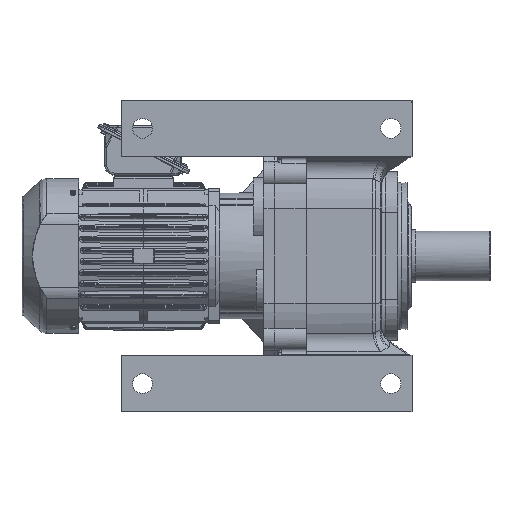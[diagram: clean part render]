
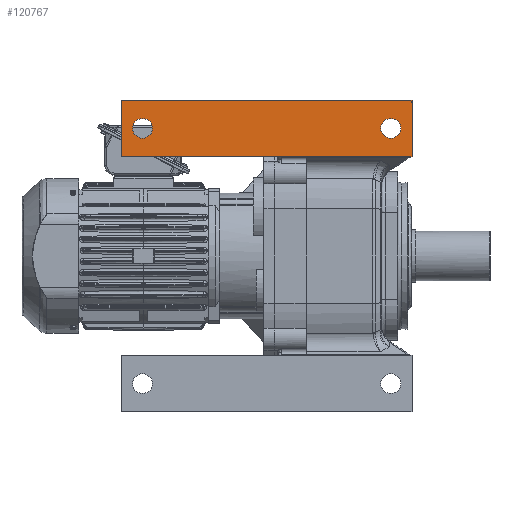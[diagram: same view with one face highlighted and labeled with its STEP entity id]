
A CAD part, front view. The second image highlights one B-rep face of the part: STEP entity #120767.
In plain terms, the highlighted planar face has unit normal (0, -1, 0).
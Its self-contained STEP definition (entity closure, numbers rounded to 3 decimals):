
#2483 = VERTEX_POINT ( 'NONE', #97825 ) ;
#2607 = DIRECTION ( 'NONE',  ( 1., 0., 0. ) ) ;
#6204 = ORIENTED_EDGE ( 'NONE', *, *, #112339, .F. ) ;
#7026 = CARTESIAN_POINT ( 'NONE',  ( 36379.805, 3591.597, -540.558 ) ) ;
#7802 = CARTESIAN_POINT ( 'NONE',  ( 36336.805, 3591.597, -580.558 ) ) ;
#10374 = VECTOR ( 'NONE', #51961, 1000. ) ;
#15763 = ORIENTED_EDGE ( 'NONE', *, *, #168741, .T. ) ;
#17241 = EDGE_CURVE ( 'NONE', #34097, #34097, #53786, .T. ) ;
#22506 = CARTESIAN_POINT ( 'NONE',  ( 36013.805, 3591.597, -580.558 ) ) ;
#22792 = ORIENTED_EDGE ( 'NONE', *, *, #17241, .T. ) ;
#29216 = PLANE ( 'NONE',  #134683 ) ;
#34097 = VERTEX_POINT ( 'NONE', #22506 ) ;
#36114 = DIRECTION ( 'NONE',  ( 0., 0., -1. ) ) ;
#40410 = VERTEX_POINT ( 'NONE', #7026 ) ;
#41927 = DIRECTION ( 'NONE',  ( 0., 1., 0. ) ) ;
#42590 = CARTESIAN_POINT ( 'NONE',  ( 36349.805, 3591.597, -580.558 ) ) ;
#43467 = ORIENTED_EDGE ( 'NONE', *, *, #54491, .F. ) ;
#43816 = VERTEX_POINT ( 'NONE', #50772 ) ;
#44455 = CIRCLE ( 'NONE', #143964, 14. ) ;
#47393 = VECTOR ( 'NONE', #36114, 1000. ) ;
#50772 = CARTESIAN_POINT ( 'NONE',  ( 35969.805, 3591.597, -540.558 ) ) ;
#51961 = DIRECTION ( 'NONE',  ( 1., 0., 0. ) ) ;
#53719 = CARTESIAN_POINT ( 'NONE',  ( 36379.805, 3591.597, -620.558 ) ) ;
#53786 = CIRCLE ( 'NONE', #153336, 14. ) ;
#54491 = EDGE_CURVE ( 'NONE', #40410, #153823, #127870, .T. ) ;
#55308 = CARTESIAN_POINT ( 'NONE',  ( 35999.805, 3591.597, -580.558 ) ) ;
#56258 = EDGE_CURVE ( 'NONE', #153823, #2483, #134275, .T. ) ;
#57643 = CARTESIAN_POINT ( 'NONE',  ( 36363.805, 3591.597, -580.558 ) ) ;
#62882 = EDGE_LOOP ( 'NONE', ( #15763 ) ) ;
#65342 = CARTESIAN_POINT ( 'NONE',  ( 36336.805, 3591.597, -540.558 ) ) ;
#65791 = CARTESIAN_POINT ( 'NONE',  ( 35969.805, 3591.597, -760.558 ) ) ;
#72133 = DIRECTION ( 'NONE',  ( 1., 0., 0. ) ) ;
#78680 = LINE ( 'NONE', #65342, #10374 ) ;
#95016 = VERTEX_POINT ( 'NONE', #57643 ) ;
#95674 = VECTOR ( 'NONE', #134290, 1000. ) ;
#97825 = CARTESIAN_POINT ( 'NONE',  ( 35969.805, 3591.597, -620.558 ) ) ;
#101235 = DIRECTION ( 'NONE',  ( 0., -1., 0. ) ) ;
#102010 = CARTESIAN_POINT ( 'NONE',  ( 36379.805, 3591.597, -760.558 ) ) ;
#106625 = VECTOR ( 'NONE', #148561, 1000. ) ;
#112339 = EDGE_CURVE ( 'NONE', #43816, #40410, #78680, .T. ) ;
#115725 = ORIENTED_EDGE ( 'NONE', *, *, #125970, .T. ) ;
#120767 = ADVANCED_FACE ( 'NONE', ( #122701, #151254, #139629 ), #29216, .T. ) ;
#120898 = CARTESIAN_POINT ( 'NONE',  ( 36336.805, 3591.597, -620.558 ) ) ;
#120906 = LINE ( 'NONE', #65791, #95674 ) ;
#122701 = FACE_BOUND ( 'NONE', #128164, .T. ) ;
#124457 = DIRECTION ( 'NONE',  ( 0., 1., 0. ) ) ;
#125970 = EDGE_CURVE ( 'NONE', #43816, #2483, #120906, .T. ) ;
#127870 = LINE ( 'NONE', #102010, #47393 ) ;
#128164 = EDGE_LOOP ( 'NONE', ( #22792 ) ) ;
#130576 = DIRECTION ( 'NONE',  ( -1., 0., 0. ) ) ;
#134275 = LINE ( 'NONE', #120898, #106625 ) ;
#134290 = DIRECTION ( 'NONE',  ( 0., 0., -1. ) ) ;
#134683 = AXIS2_PLACEMENT_3D ( 'NONE', #7802, #101235, #130576 ) ;
#139629 = FACE_OUTER_BOUND ( 'NONE', #148590, .T. ) ;
#143964 = AXIS2_PLACEMENT_3D ( 'NONE', #42590, #124457, #2607 ) ;
#148561 = DIRECTION ( 'NONE',  ( -1., 0., 0. ) ) ;
#148590 = EDGE_LOOP ( 'NONE', ( #115725, #159313, #43467, #6204 ) ) ;
#151254 = FACE_BOUND ( 'NONE', #62882, .T. ) ;
#153336 = AXIS2_PLACEMENT_3D ( 'NONE', #55308, #41927, #72133 ) ;
#153823 = VERTEX_POINT ( 'NONE', #53719 ) ;
#159313 = ORIENTED_EDGE ( 'NONE', *, *, #56258, .F. ) ;
#168741 = EDGE_CURVE ( 'NONE', #95016, #95016, #44455, .T. ) ;
